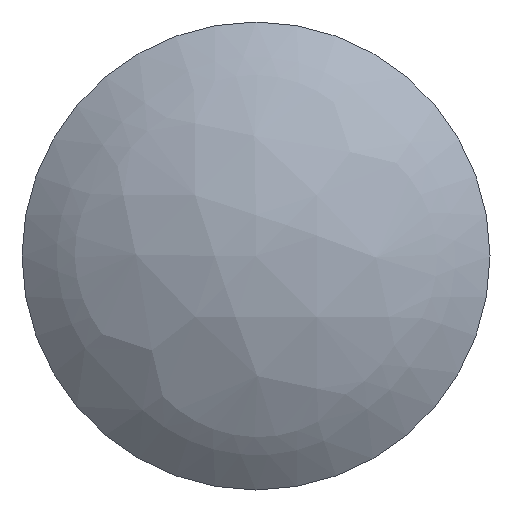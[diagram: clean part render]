
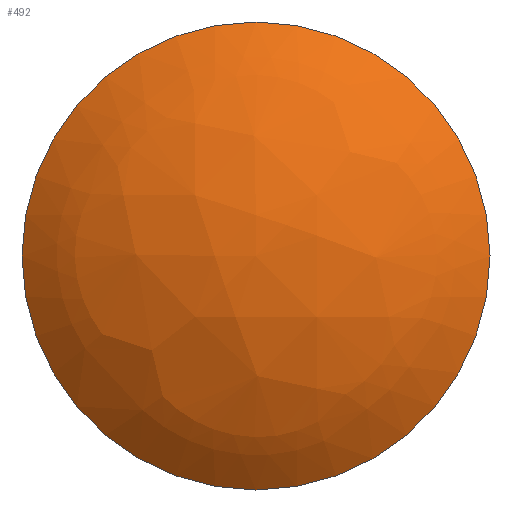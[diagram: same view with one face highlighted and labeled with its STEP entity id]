
A CAD part, left-side view. The second image highlights one B-rep face of the part: STEP entity #492.
In plain terms, the highlighted free-form (B-spline) face has degree [3, 3] with [4, 4] control points.
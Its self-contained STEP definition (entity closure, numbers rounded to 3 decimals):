
#89 = CARTESIAN_POINT ( 'NONE',  ( -8.346, -5.92, 0.236 ) ) ;
#100 = CARTESIAN_POINT ( 'NONE',  ( 1.035, 12.704, 1.649 ) ) ;
#171 = EDGE_LOOP ( 'NONE', ( #339 ) ) ;
#180 = EDGE_CURVE ( 'NONE', #1141, #1141, #308, .T. ) ;
#308 = CIRCLE ( 'NONE', #382, 10. ) ;
#330 = CARTESIAN_POINT ( 'NONE',  ( -2.857, -10.655, 4.97 ) ) ;
#339 = ORIENTED_EDGE ( 'NONE', *, *, #180, .F. ) ;
#382 = AXIS2_PLACEMENT_3D ( 'NONE', #1133, #1251, #574 ) ;
#492 = ADVANCED_FACE ( 'NONE', ( #1188 ), #737, .T. ) ;
#532 = CARTESIAN_POINT ( 'NONE',  ( -8.358, -0.271, 5.888 ) ) ;
#541 = CARTESIAN_POINT ( 'NONE',  ( 1.076, -12.733, -1.669 ) ) ;
#574 = DIRECTION ( 'NONE',  ( 0., 0., -1. ) ) ;
#646 = CARTESIAN_POINT ( 'NONE',  ( 1.055, 1.632, 12.722 ) ) ;
#656 = CARTESIAN_POINT ( 'NONE',  ( -2.841, 4.992, 9.361 ) ) ;
#737 =( BOUNDED_SURFACE ( )  B_SPLINE_SURFACE ( 3, 3, ( 
 ( #541, #1220, #1097, #1444 ),
 ( #330, #89, #1325, #769 ),
 ( #977, #532, #1452, #880 ),
 ( #646, #656, #1208, #100 ) ),
 .UNSPECIFIED., .F., .F., .F. ) 
 B_SPLINE_SURFACE_WITH_KNOTS ( ( 4, 4 ),
 ( 4, 4 ),
 ( 0., 1. ),
 ( 0., 1. ),
 .UNSPECIFIED. ) 
 GEOMETRIC_REPRESENTATION_ITEM ( )  RATIONAL_B_SPLINE_SURFACE ( (
 ( 1., 0.849, 0.849, 1.),
 ( 0.848, 0.72, 0.72, 0.848),
 ( 0.848, 0.72, 0.72, 0.848),
 ( 1., 0.849, 0.849, 1.) ) ) 
 REPRESENTATION_ITEM ( '' )  SURFACE ( )  );
#769 = CARTESIAN_POINT ( 'NONE',  ( -2.885, 4.946, -10.631 ) ) ;
#880 = CARTESIAN_POINT ( 'NONE',  ( -2.894, 10.602, -4.985 ) ) ;
#977 = CARTESIAN_POINT ( 'NONE',  ( -2.866, -5.009, 10.626 ) ) ;
#1097 = CARTESIAN_POINT ( 'NONE',  ( -2.818, -5.045, -9.356 ) ) ;
#1133 = CARTESIAN_POINT ( 'NONE',  ( -1.87, 0., 0. ) ) ;
#1141 = VERTEX_POINT ( 'NONE', #1358 ) ;
#1188 = FACE_OUTER_BOUND ( 'NONE', #171, .T. ) ;
#1208 = CARTESIAN_POINT ( 'NONE',  ( -2.849, 9.337, 5.016 ) ) ;
#1220 = CARTESIAN_POINT ( 'NONE',  ( -2.811, -9.38, -5.021 ) ) ;
#1251 = DIRECTION ( 'NONE',  ( 1., 0., 0. ) ) ;
#1325 = CARTESIAN_POINT ( 'NONE',  ( -8.357, 0.202, -5.886 ) ) ;
#1358 = CARTESIAN_POINT ( 'NONE',  ( -1.87, 0., -10. ) ) ;
#1444 = CARTESIAN_POINT ( 'NONE',  ( 1.056, -1.686, -12.716 ) ) ;
#1452 = CARTESIAN_POINT ( 'NONE',  ( -8.369, 5.854, -0.237 ) ) ;
